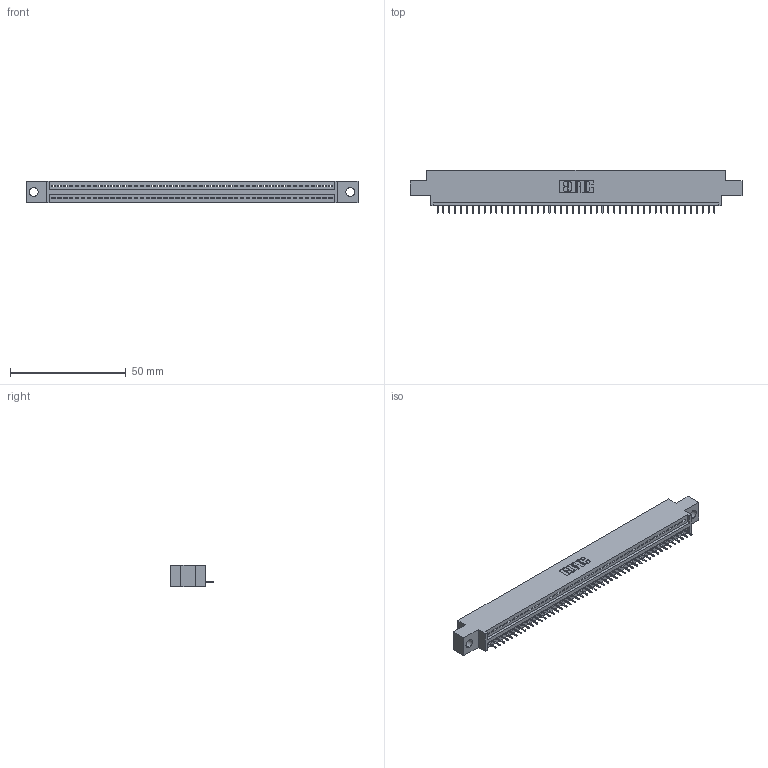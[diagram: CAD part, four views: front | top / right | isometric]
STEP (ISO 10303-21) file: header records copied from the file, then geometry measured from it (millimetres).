
FILE_DESCRIPTION (( 'STEP AP203' ), '1' );
FILE_NAME ('395-048-525-604.STEP', '2020-09-24T08:35:45', ( '' ), ( '' ), 'SwSTEP 2.0', 'SolidWorks 2020', '' );
FILE_SCHEMA (( 'CONFIG_CONTROL_DESIGN' ));
Length unit declared in the file: inch
Products named in the file (3): 345-292-001_345-293-125; 345 Part_0.170 Offset - 0.156 Dia-TH; 395-048-525-604
Assembly tree (49 placements, depth 2):
  395-048-525-604
    345 Part_0.170 Offset - 0.156 Dia-TH
    345-292-001_345-293-125  x48
Bounding box: 143.13 x 18.72 x 9.4 mm (x, y, z)
Volume: 13246.5 mm3; surface area: 16966.7 mm2
Topology: 49 solids, 49 shells, 3106 faces, 8993 edges, 5802 vertices
Faces by surface type: plane 2292, cylinder 814
Entity records: 35527 total; most frequent: CARTESIAN_POINT 6160, ORIENTED_EDGE 6142, DIRECTION 5371, EDGE_CURVE 3071, VECTOR 2751, LINE 2751, VERTEX_POINT 2042, AXIS2_PLACEMENT_3D 1310
